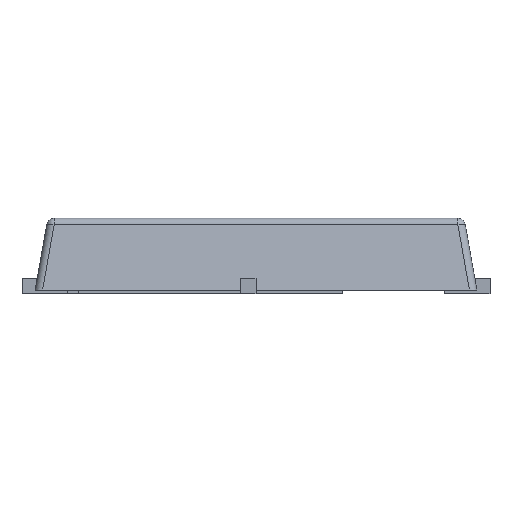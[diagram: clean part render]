
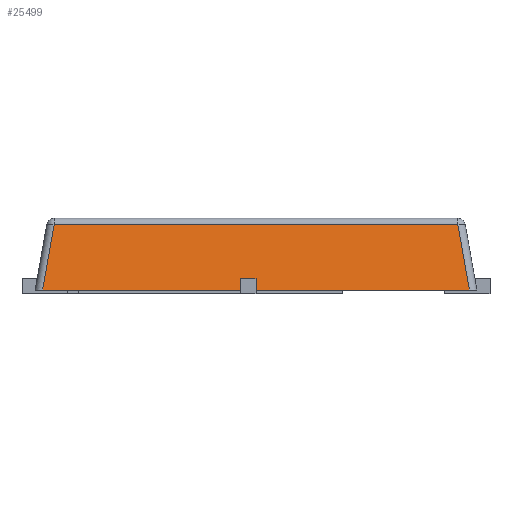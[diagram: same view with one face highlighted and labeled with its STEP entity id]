
A CAD part, left-side view. The second image highlights one B-rep face of the part: STEP entity #25499.
In plain terms, the highlighted planar face has unit normal (-0.985, 0, 0.174).
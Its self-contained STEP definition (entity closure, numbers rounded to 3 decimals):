
#9 = LINE ( 'NONE', #27311, #161 ) ;
#161 = VECTOR ( 'NONE', #30272, 1000. ) ;
#977 = CARTESIAN_POINT ( 'NONE',  ( -2.347, -2.925, 0.917 ) ) ;
#2007 = EDGE_CURVE ( 'NONE', #11262, #27924, #9, .T. ) ;
#2656 = VERTEX_POINT ( 'NONE', #23298 ) ;
#3554 = VERTEX_POINT ( 'NONE', #21268 ) ;
#4027 = DIRECTION ( 'NONE',  ( 0., -1., 0. ) ) ;
#4638 = LINE ( 'NONE', #10445, #12024 ) ;
#5197 = CARTESIAN_POINT ( 'NONE',  ( -2.5, 2.827, 0.05 ) ) ;
#5915 = DIRECTION ( 'NONE',  ( 0., -1., 0. ) ) ;
#6875 = VERTEX_POINT ( 'NONE', #14140 ) ;
#7288 = EDGE_CURVE ( 'NONE', #2656, #22352, #4638, .T. ) ;
#8248 = CARTESIAN_POINT ( 'NONE',  ( -2.5, 0., 0.05 ) ) ;
#8442 = VECTOR ( 'NONE', #21611, 1000. ) ;
#10445 = CARTESIAN_POINT ( 'NONE',  ( -2.503, -2.829, 0.034 ) ) ;
#10558 = DIRECTION ( 'NONE',  ( 0.174, 0., 0.985 ) ) ;
#10577 = VECTOR ( 'NONE', #29676, 1000. ) ;
#11262 = VERTEX_POINT ( 'NONE', #8248 ) ;
#11347 = FACE_OUTER_BOUND ( 'NONE', #30889, .T. ) ;
#12024 = VECTOR ( 'NONE', #16559, 1000. ) ;
#12294 = LINE ( 'NONE', #33171, #27204 ) ;
#12469 = EDGE_CURVE ( 'NONE', #11262, #2656, #18513, .T. ) ;
#14140 = CARTESIAN_POINT ( 'NONE',  ( -2.5, 0.2, 0.05 ) ) ;
#14296 = DIRECTION ( 'NONE',  ( -0.985, 0., 0.174 ) ) ;
#15358 = EDGE_CURVE ( 'NONE', #22352, #3554, #31063, .T. ) ;
#16087 = CARTESIAN_POINT ( 'NONE',  ( -2.5, 0.2, 0.05 ) ) ;
#16236 = CARTESIAN_POINT ( 'NONE',  ( -2.474, 0.2, 0.2 ) ) ;
#16398 = ORIENTED_EDGE ( 'NONE', *, *, #7288, .T. ) ;
#16559 = DIRECTION ( 'NONE',  ( 0.171, 0.171, 0.97 ) ) ;
#16567 = ORIENTED_EDGE ( 'NONE', *, *, #26287, .T. ) ;
#17051 = DIRECTION ( 'NONE',  ( 0.174, 0., 0.985 ) ) ;
#18434 = CARTESIAN_POINT ( 'NONE',  ( -2.474, -2.925, 0.2 ) ) ;
#18513 = LINE ( 'NONE', #27958, #23396 ) ;
#19396 = VECTOR ( 'NONE', #20996, 1000. ) ;
#19742 = ORIENTED_EDGE ( 'NONE', *, *, #26494, .T. ) ;
#20713 = ORIENTED_EDGE ( 'NONE', *, *, #15358, .T. ) ;
#20996 = DIRECTION ( 'NONE',  ( 0., -1., 0. ) ) ;
#21268 = CARTESIAN_POINT ( 'NONE',  ( -2.347, 2.674, 0.917 ) ) ;
#21611 = DIRECTION ( 'NONE',  ( 0., 1., 0. ) ) ;
#22352 = VERTEX_POINT ( 'NONE', #33775 ) ;
#23298 = CARTESIAN_POINT ( 'NONE',  ( -2.5, -2.827, 0.05 ) ) ;
#23370 = LINE ( 'NONE', #35565, #10577 ) ;
#23396 = VECTOR ( 'NONE', #4027, 1000. ) ;
#23744 = ORIENTED_EDGE ( 'NONE', *, *, #12469, .T. ) ;
#25499 = ADVANCED_FACE ( 'NONE', ( #11347 ), #34980, .T. ) ;
#25538 = LINE ( 'NONE', #16087, #29484 ) ;
#26287 = EDGE_CURVE ( 'NONE', #6875, #26567, #25538, .T. ) ;
#26425 = EDGE_CURVE ( 'NONE', #3554, #32099, #23370, .T. ) ;
#26494 = EDGE_CURVE ( 'NONE', #26567, #27924, #35960, .T. ) ;
#26567 = VERTEX_POINT ( 'NONE', #16236 ) ;
#26860 = AXIS2_PLACEMENT_3D ( 'NONE', #32041, #14296, #17051 ) ;
#27204 = VECTOR ( 'NONE', #5915, 1000. ) ;
#27311 = CARTESIAN_POINT ( 'NONE',  ( -2.5, 0., 0.05 ) ) ;
#27924 = VERTEX_POINT ( 'NONE', #36761 ) ;
#27958 = CARTESIAN_POINT ( 'NONE',  ( -2.5, -2.925, 0.05 ) ) ;
#28929 = ORIENTED_EDGE ( 'NONE', *, *, #2007, .F. ) ;
#29484 = VECTOR ( 'NONE', #10558, 1000. ) ;
#29676 = DIRECTION ( 'NONE',  ( -0.171, 0.171, -0.97 ) ) ;
#30272 = DIRECTION ( 'NONE',  ( 0.174, 0., 0.985 ) ) ;
#30889 = EDGE_LOOP ( 'NONE', ( #20713, #31104, #35570, #16567, #19742, #28929, #23744, #16398 ) ) ;
#31063 = LINE ( 'NONE', #977, #8442 ) ;
#31104 = ORIENTED_EDGE ( 'NONE', *, *, #26425, .T. ) ;
#32041 = CARTESIAN_POINT ( 'NONE',  ( -2.5, -2.925, 0.05 ) ) ;
#32099 = VERTEX_POINT ( 'NONE', #5197 ) ;
#33171 = CARTESIAN_POINT ( 'NONE',  ( -2.5, -2.925, 0.05 ) ) ;
#33775 = CARTESIAN_POINT ( 'NONE',  ( -2.347, -2.674, 0.917 ) ) ;
#34980 = PLANE ( 'NONE',  #26860 ) ;
#35565 = CARTESIAN_POINT ( 'NONE',  ( -2.332, 2.658, 1.005 ) ) ;
#35570 = ORIENTED_EDGE ( 'NONE', *, *, #37393, .T. ) ;
#35960 = LINE ( 'NONE', #18434, #19396 ) ;
#36761 = CARTESIAN_POINT ( 'NONE',  ( -2.474, 0., 0.2 ) ) ;
#37393 = EDGE_CURVE ( 'NONE', #32099, #6875, #12294, .T. ) ;
